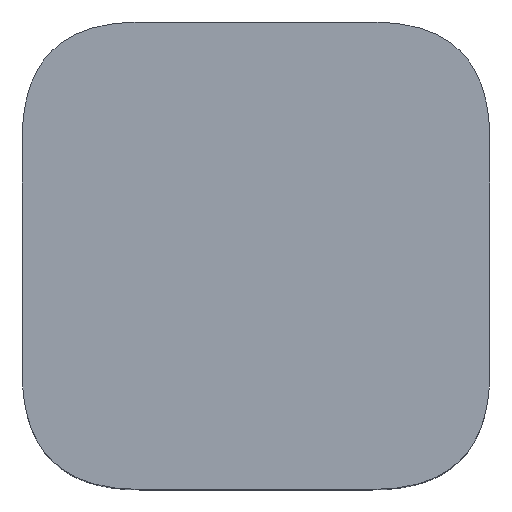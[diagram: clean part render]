
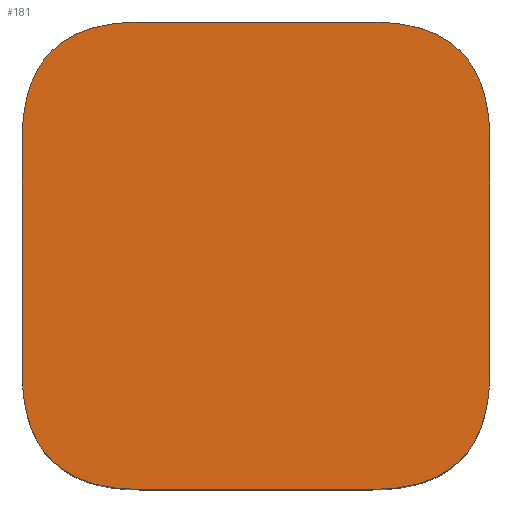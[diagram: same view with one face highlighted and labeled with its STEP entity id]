
A CAD part, top view. The second image highlights one B-rep face of the part: STEP entity #181.
In plain terms, the highlighted planar face has unit normal (0, 0, 1).
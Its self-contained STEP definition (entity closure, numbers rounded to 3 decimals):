
#19=PLANE('',#201);
#29=FACE_OUTER_BOUND('',#39,.T.);
#39=EDGE_LOOP('',(#153,#154,#155,#156,#157,#158,#159,#160));
#46=LINE('',#272,#62);
#50=LINE('',#293,#66);
#54=LINE('',#314,#70);
#56=LINE('',#317,#72);
#62=VECTOR('',#212,10.);
#66=VECTOR('',#218,10.);
#70=VECTOR('',#224,10.);
#72=VECTOR('',#228,10.);
#74=(
BOUNDED_CURVE()
B_SPLINE_CURVE(2,(#248,#249,#250),.UNSPECIFIED.,.F.,.F.)
B_SPLINE_CURVE_WITH_KNOTS((3,3),(-1.186,0.),.UNSPECIFIED.)
CURVE()
GEOMETRIC_REPRESENTATION_ITEM()
RATIONAL_B_SPLINE_CURVE((1.,1.,1.))
REPRESENTATION_ITEM('')
);
#76=(
BOUNDED_CURVE()
B_SPLINE_CURVE(2,(#266,#267,#268),.UNSPECIFIED.,.F.,.F.)
B_SPLINE_CURVE_WITH_KNOTS((3,3),(-1.186,0.),.UNSPECIFIED.)
CURVE()
GEOMETRIC_REPRESENTATION_ITEM()
RATIONAL_B_SPLINE_CURVE((1.,1.,1.))
REPRESENTATION_ITEM('')
);
#78=(
BOUNDED_CURVE()
B_SPLINE_CURVE(2,(#287,#288,#289),.UNSPECIFIED.,.F.,.F.)
B_SPLINE_CURVE_WITH_KNOTS((3,3),(-1.186,0.),.UNSPECIFIED.)
CURVE()
GEOMETRIC_REPRESENTATION_ITEM()
RATIONAL_B_SPLINE_CURVE((1.,1.,1.))
REPRESENTATION_ITEM('')
);
#80=(
BOUNDED_CURVE()
B_SPLINE_CURVE(2,(#308,#309,#310),.UNSPECIFIED.,.F.,.F.)
B_SPLINE_CURVE_WITH_KNOTS((3,3),(-1.186,0.),.UNSPECIFIED.)
CURVE()
GEOMETRIC_REPRESENTATION_ITEM()
RATIONAL_B_SPLINE_CURVE((1.,1.,1.))
REPRESENTATION_ITEM('')
);
#83=VERTEX_POINT('',#245);
#84=VERTEX_POINT('',#247);
#87=VERTEX_POINT('',#263);
#88=VERTEX_POINT('',#265);
#91=VERTEX_POINT('',#284);
#92=VERTEX_POINT('',#286);
#95=VERTEX_POINT('',#305);
#96=VERTEX_POINT('',#307);
#99=EDGE_CURVE('',#84,#83,#74,.T.);
#103=EDGE_CURVE('',#87,#88,#76,.T.);
#106=EDGE_CURVE('',#87,#84,#46,.T.);
#109=EDGE_CURVE('',#91,#92,#78,.T.);
#112=EDGE_CURVE('',#83,#92,#50,.T.);
#115=EDGE_CURVE('',#96,#95,#80,.T.);
#118=EDGE_CURVE('',#96,#91,#54,.T.);
#120=EDGE_CURVE('',#95,#88,#56,.T.);
#153=ORIENTED_EDGE('',*,*,#120,.T.);
#154=ORIENTED_EDGE('',*,*,#103,.F.);
#155=ORIENTED_EDGE('',*,*,#106,.T.);
#156=ORIENTED_EDGE('',*,*,#99,.T.);
#157=ORIENTED_EDGE('',*,*,#112,.T.);
#158=ORIENTED_EDGE('',*,*,#109,.F.);
#159=ORIENTED_EDGE('',*,*,#118,.F.);
#160=ORIENTED_EDGE('',*,*,#115,.T.);
#181=ADVANCED_FACE('',(#29),#19,.T.);
#201=AXIS2_PLACEMENT_3D('',#318,#229,#230);
#212=DIRECTION('',(1.,0.,0.));
#218=DIRECTION('',(0.,1.,0.));
#224=DIRECTION('',(1.,0.,0.));
#228=DIRECTION('',(0.,-1.,0.));
#229=DIRECTION('center_axis',(0.,0.,1.));
#230=DIRECTION('ref_axis',(1.,0.,0.));
#245=CARTESIAN_POINT('',(15.,-7.5,20.));
#247=CARTESIAN_POINT('',(7.5,-15.,20.));
#248=CARTESIAN_POINT('Ctrl Pts',(7.5,-15.,20.));
#249=CARTESIAN_POINT('Ctrl Pts',(15.,-15.,20.));
#250=CARTESIAN_POINT('Ctrl Pts',(15.,-7.5,20.));
#263=CARTESIAN_POINT('',(-7.5,-15.,20.));
#265=CARTESIAN_POINT('',(-15.,-7.5,20.));
#266=CARTESIAN_POINT('Ctrl Pts',(-7.5,-15.,20.));
#267=CARTESIAN_POINT('Ctrl Pts',(-15.,-15.,20.));
#268=CARTESIAN_POINT('Ctrl Pts',(-15.,-7.5,20.));
#272=CARTESIAN_POINT('',(7.5,-15.,20.));
#284=CARTESIAN_POINT('',(7.5,15.,20.));
#286=CARTESIAN_POINT('',(15.,7.5,20.));
#287=CARTESIAN_POINT('Ctrl Pts',(7.5,15.,20.));
#288=CARTESIAN_POINT('Ctrl Pts',(15.,15.,20.));
#289=CARTESIAN_POINT('Ctrl Pts',(15.,7.5,20.));
#293=CARTESIAN_POINT('',(15.,0.,20.));
#305=CARTESIAN_POINT('',(-15.,7.5,20.));
#307=CARTESIAN_POINT('',(-7.5,15.,20.));
#308=CARTESIAN_POINT('Ctrl Pts',(-7.5,15.,20.));
#309=CARTESIAN_POINT('Ctrl Pts',(-15.,15.,20.));
#310=CARTESIAN_POINT('Ctrl Pts',(-15.,7.5,20.));
#314=CARTESIAN_POINT('',(7.5,15.,20.));
#317=CARTESIAN_POINT('',(-15.,0.,20.));
#318=CARTESIAN_POINT('Origin',(-7.5,7.5,20.));
